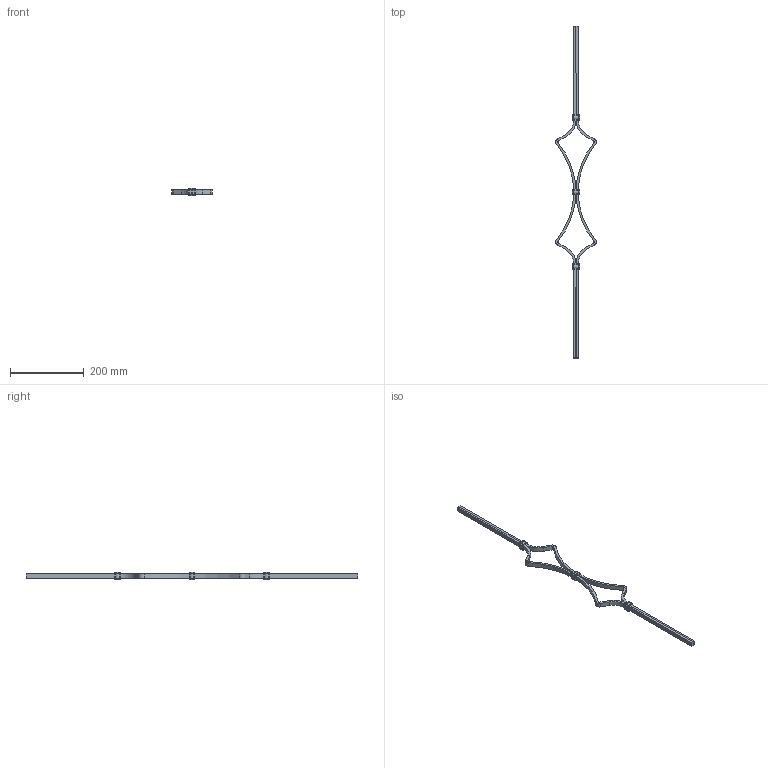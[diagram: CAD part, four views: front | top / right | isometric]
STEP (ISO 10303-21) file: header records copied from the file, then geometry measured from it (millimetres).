
FILE_DESCRIPTION (( 'STEP AP203' ), '1' );
FILE_NAME ('1274.STEP', '2022-08-19T06:53:30', ( '' ), ( '' ), 'SwSTEP 2.0', 'SolidWorks 2018', '' );
FILE_SCHEMA (( 'CONFIG_CONTROL_DESIGN' ));
Length unit declared in the file: millimetre
Products named in the file (1): 1274
Bounding box: 110 x 900 x 19.5 mm (x, y, z)
Volume: 147290.4 mm3; surface area: 76359.7 mm2
Topology: 5 solids, 5 shells, 706 faces, 1559 edges, 874 vertices
Faces by surface type: plane 333, cylinder 191, torus 108, bspline 74
Entity records: 22019 total; most frequent: CARTESIAN_POINT 6766, DIRECTION 3152, ORIENTED_EDGE 3118, EDGE_CURVE 1559, AXIS2_PLACEMENT_3D 1108, LINE 936, VECTOR 936, VERTEX_POINT 874
